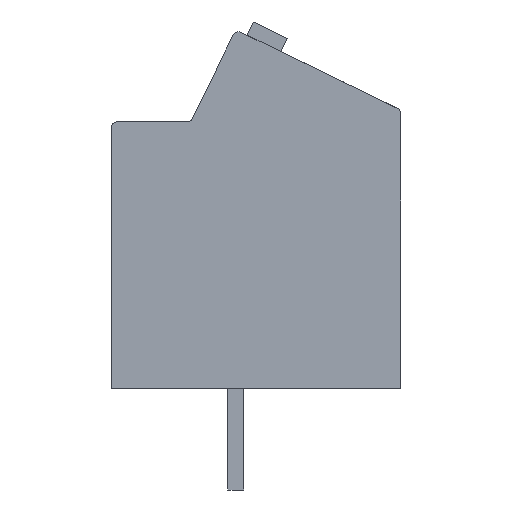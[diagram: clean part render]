
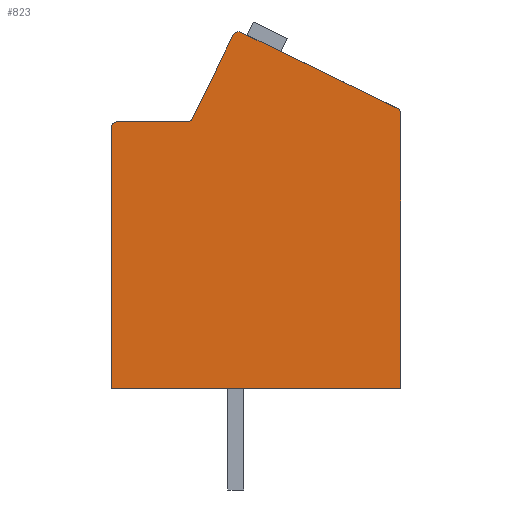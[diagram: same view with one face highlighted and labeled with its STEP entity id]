
A CAD part, front view. The second image highlights one B-rep face of the part: STEP entity #823.
In plain terms, the highlighted planar face has unit normal (0, -1, 0).
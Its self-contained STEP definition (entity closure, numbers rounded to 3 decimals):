
#24=CIRCLE('',#904,0.2);
#25=CIRCLE('',#907,0.2);
#26=CIRCLE('',#908,0.2);
#27=CIRCLE('',#909,0.2);
#64=FACE_OUTER_BOUND('',#118,.T.);
#118=EDGE_LOOP('',(#593,#594,#595,#596,#597,#598,#599,#600,#601,#602));
#184=LINE('',#1257,#281);
#186=LINE('',#1261,#283);
#187=LINE('',#1265,#284);
#188=LINE('',#1269,#285);
#189=LINE('',#1273,#286);
#190=LINE('',#1274,#287);
#281=VECTOR('',#1020,10.);
#283=VECTOR('',#1024,10.);
#284=VECTOR('',#1027,10.);
#285=VECTOR('',#1030,10.);
#286=VECTOR('',#1033,10.);
#287=VECTOR('',#1034,10.);
#378=VERTEX_POINT('',#1250);
#379=VERTEX_POINT('',#1252);
#380=VERTEX_POINT('',#1256);
#381=VERTEX_POINT('',#1260);
#382=VERTEX_POINT('',#1262);
#383=VERTEX_POINT('',#1264);
#384=VERTEX_POINT('',#1266);
#385=VERTEX_POINT('',#1268);
#386=VERTEX_POINT('',#1270);
#387=VERTEX_POINT('',#1272);
#459=EDGE_CURVE('',#378,#379,#24,.F.);
#461=EDGE_CURVE('',#380,#379,#184,.T.);
#463=EDGE_CURVE('',#378,#381,#186,.T.);
#464=EDGE_CURVE('',#382,#381,#25,.F.);
#465=EDGE_CURVE('',#382,#383,#187,.T.);
#466=EDGE_CURVE('',#384,#383,#26,.F.);
#467=EDGE_CURVE('',#384,#385,#188,.T.);
#468=EDGE_CURVE('',#386,#385,#27,.F.);
#469=EDGE_CURVE('',#386,#387,#189,.T.);
#470=EDGE_CURVE('',#387,#380,#190,.T.);
#593=ORIENTED_EDGE('',*,*,#459,.F.);
#594=ORIENTED_EDGE('',*,*,#463,.T.);
#595=ORIENTED_EDGE('',*,*,#464,.F.);
#596=ORIENTED_EDGE('',*,*,#465,.T.);
#597=ORIENTED_EDGE('',*,*,#466,.F.);
#598=ORIENTED_EDGE('',*,*,#467,.T.);
#599=ORIENTED_EDGE('',*,*,#468,.F.);
#600=ORIENTED_EDGE('',*,*,#469,.T.);
#601=ORIENTED_EDGE('',*,*,#470,.T.);
#602=ORIENTED_EDGE('',*,*,#461,.T.);
#773=PLANE('',#906);
#823=ADVANCED_FACE('',(#64),#773,.T.);
#904=AXIS2_PLACEMENT_3D('',#1253,#1015,#1016);
#906=AXIS2_PLACEMENT_3D('',#1259,#1022,#1023);
#907=AXIS2_PLACEMENT_3D('',#1263,#1025,#1026);
#908=AXIS2_PLACEMENT_3D('',#1267,#1028,#1029);
#909=AXIS2_PLACEMENT_3D('',#1271,#1031,#1032);
#1015=DIRECTION('center_axis',(0.,-1.,0.));
#1016=DIRECTION('ref_axis',(0.848,0.,0.53));
#1020=DIRECTION('',(0.,0.,1.));
#1022=DIRECTION('center_axis',(0.,-1.,0.));
#1023=DIRECTION('ref_axis',(0.,0.,-1.));
#1024=DIRECTION('',(-0.899,0.,0.438));
#1025=DIRECTION('center_axis',(0.,-1.,0.));
#1026=DIRECTION('ref_axis',(-0.326,0.,0.945));
#1027=DIRECTION('',(-0.438,0.,-0.899));
#1028=DIRECTION('center_axis',(0.,1.,0.));
#1029=DIRECTION('ref_axis',(0.53,0.,-0.848));
#1030=DIRECTION('',(-1.,0.,0.));
#1031=DIRECTION('center_axis',(0.,-1.,0.));
#1032=DIRECTION('ref_axis',(-0.707,0.,0.707));
#1033=DIRECTION('',(0.,0.,-1.));
#1034=DIRECTION('',(1.,0.,0.));
#1250=CARTESIAN_POINT('',(5.588,-2.1,9.678));
#1252=CARTESIAN_POINT('',(5.7,-2.1,9.498));
#1253=CARTESIAN_POINT('Origin',(5.5,-2.1,9.498));
#1256=CARTESIAN_POINT('',(5.7,-2.1,0.));
#1257=CARTESIAN_POINT('',(5.7,-2.1,7.912));
#1259=CARTESIAN_POINT('Origin',(0.7,-2.1,6.2));
#1260=CARTESIAN_POINT('',(0.18,-2.1,12.312));
#1261=CARTESIAN_POINT('',(1.503,-2.1,11.668));
#1262=CARTESIAN_POINT('',(-0.088,-2.1,12.22));
#1263=CARTESIAN_POINT('Origin',(0.092,-2.1,12.133));
#1264=CARTESIAN_POINT('',(-1.495,-2.1,9.331));
#1265=CARTESIAN_POINT('',(-1.928,-2.1,8.442));
#1266=CARTESIAN_POINT('',(-1.675,-2.1,9.219));
#1267=CARTESIAN_POINT('Origin',(-1.675,-2.1,9.419));
#1268=CARTESIAN_POINT('',(-4.1,-2.1,9.219));
#1269=CARTESIAN_POINT('',(-1.8,-2.1,9.219));
#1270=CARTESIAN_POINT('',(-4.3,-2.1,9.019));
#1271=CARTESIAN_POINT('Origin',(-4.1,-2.1,9.019));
#1272=CARTESIAN_POINT('',(-4.3,-2.1,0.));
#1273=CARTESIAN_POINT('',(-4.3,-2.1,3.1));
#1274=CARTESIAN_POINT('',(3.2,-2.1,0.));
